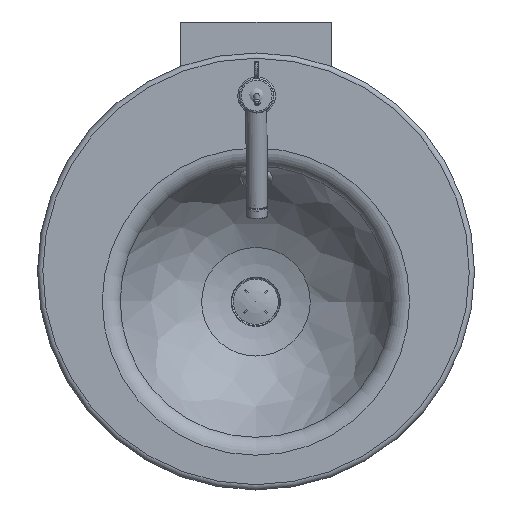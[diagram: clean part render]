
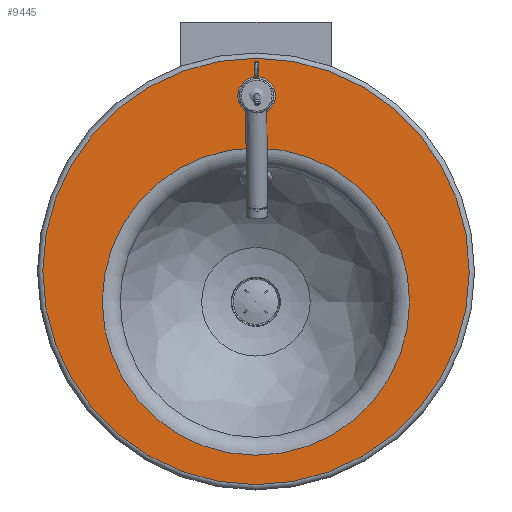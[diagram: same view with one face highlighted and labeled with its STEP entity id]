
A CAD part, top view. The second image highlights one B-rep face of the part: STEP entity #9445.
In plain terms, the highlighted face is planar.
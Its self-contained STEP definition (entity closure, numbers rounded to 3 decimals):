
#9403=CARTESIAN_POINT('',(-203.929,-40.002,0.0));
#9404=VERTEX_POINT('',#9403);
#9405=CARTESIAN_POINT('',(0.0,-40.002,0.0));
#9406=DIRECTION('',(0.0,0.0,-1.0));
#9407=DIRECTION('',(1.0,0.0,0.0));
#9408=AXIS2_PLACEMENT_3D('',#9405,#9406,#9407);
#9409=CIRCLE('',#9408,203.929);
#9410=EDGE_CURVE('',#9404,#9404,#9409,.T.);
#9415=CARTESIAN_POINT('',(0.0,0.0,0.0));
#9416=DIRECTION('',(0.0,0.0,-1.0));
#9417=DIRECTION('',(-1.0,0.0,0.0));
#9418=AXIS2_PLACEMENT_3D('',#9415,#9416,#9417);
#9419=PLANE('',#9418);
#9420=CARTESIAN_POINT('',(283.0,0.,0.0));
#9421=VERTEX_POINT('',#9420);
#9422=CARTESIAN_POINT('',(0.0,0.0,0.0));
#9423=DIRECTION('',(0.0,0.0,1.0));
#9424=DIRECTION('',(-1.0,0.0,0.0));
#9425=AXIS2_PLACEMENT_3D('',#9422,#9423,#9424);
#9426=CIRCLE('',#9425,283.0);
#9427=EDGE_CURVE('',#9421,#9421,#9426,.T.);
#9428=ORIENTED_EDGE('',*,*,#9427,.F.);
#9429=EDGE_LOOP('',(#9428));
#9430=FACE_OUTER_BOUND('',#9429,.T.);
#9431=CARTESIAN_POINT('',(-17.5,233.031,0.0));
#9432=VERTEX_POINT('',#9431);
#9433=CARTESIAN_POINT('',(0.0,233.031,0.0));
#9434=DIRECTION('',(0.0,0.0,1.0));
#9435=DIRECTION('',(1.0,0.0,0.0));
#9436=AXIS2_PLACEMENT_3D('',#9433,#9434,#9435);
#9437=CIRCLE('',#9436,17.5);
#9438=EDGE_CURVE('',#9432,#9432,#9437,.T.);
#9439=ORIENTED_EDGE('',*,*,#9438,.T.);
#9440=EDGE_LOOP('',(#9439));
#9441=FACE_BOUND('',#9440,.T.);
#9442=ORIENTED_EDGE('',*,*,#9410,.F.);
#9443=EDGE_LOOP('',(#9442));
#9444=FACE_BOUND('',#9443,.T.);
#9445=ADVANCED_FACE('',(#9430,#9441,#9444),#9419,.T.);
